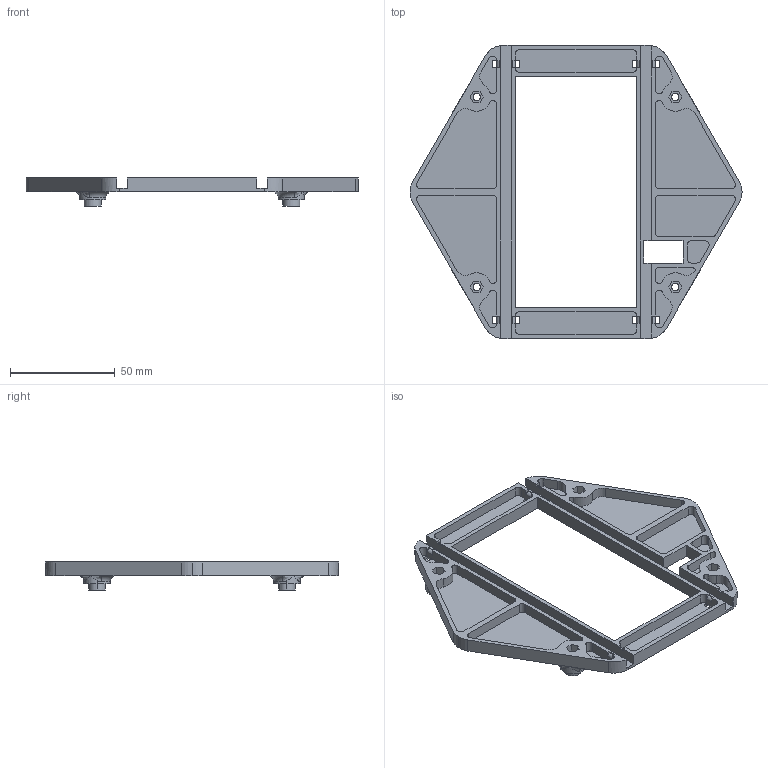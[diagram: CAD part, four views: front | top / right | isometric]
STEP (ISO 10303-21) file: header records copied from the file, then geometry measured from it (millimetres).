
FILE_DESCRIPTION (( 'STEP AP214' ), '1' );
FILE_NAME ('hex_stack_d.STEP', '2023-07-17T12:03:02', ( '' ), ( '' ), 'SwSTEP 2.0', 'SolidWorks 2022', '' );
FILE_SCHEMA (( 'AUTOMOTIVE_DESIGN' ));
Length unit declared in the file: millimetre
Products named in the file (1): hex_stack_d
Bounding box: 158.85 x 140.25 x 13.4 mm (x, y, z)
Volume: 33213.6 mm3; surface area: 35715.9 mm2
Topology: 1 solids, 1 shells, 302 faces, 863 edges, 560 vertices
Faces by surface type: plane 160, cylinder 128, bspline 8, torus 6
Entity records: 10237 total; most frequent: CARTESIAN_POINT 2106, ORIENTED_EDGE 1710, DIRECTION 1709, EDGE_CURVE 855, AXIS2_PLACEMENT_3D 571, LINE 567, VECTOR 567, VERTEX_POINT 560
